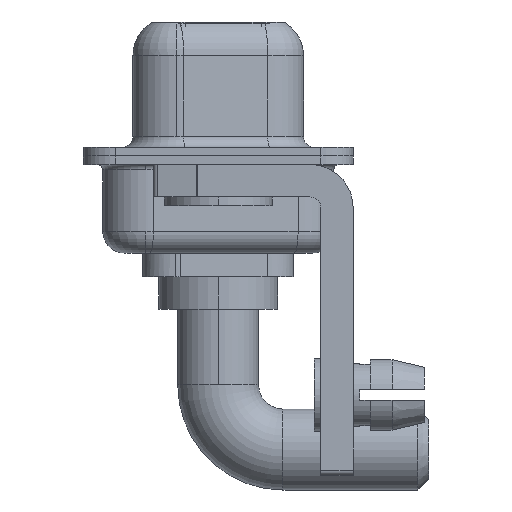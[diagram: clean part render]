
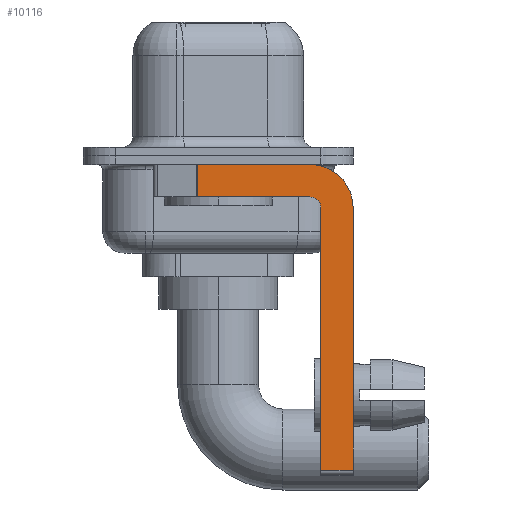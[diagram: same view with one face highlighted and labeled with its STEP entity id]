
A CAD part, left-side view. The second image highlights one B-rep face of the part: STEP entity #10116.
In plain terms, the highlighted planar face has unit normal (-1, 0, 0).
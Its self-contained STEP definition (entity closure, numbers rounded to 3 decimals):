
#121 = DIRECTION ( 'NONE',  ( 0., 0., -1. ) ) ;
#795 = CARTESIAN_POINT ( 'NONE',  ( -2.9, 3., -0.4 ) ) ;
#973 = DIRECTION ( 'NONE',  ( 0., 0., -1. ) ) ;
#1197 = FACE_OUTER_BOUND ( 'NONE', #14619, .T. ) ;
#1272 = DIRECTION ( 'NONE',  ( 1., 0., 0. ) ) ;
#1728 = ORIENTED_EDGE ( 'NONE', *, *, #13711, .F. ) ;
#2232 = VERTEX_POINT ( 'NONE', #4388 ) ;
#2293 = DIRECTION ( 'NONE',  ( 0., 0., 1. ) ) ;
#2994 = CARTESIAN_POINT ( 'NONE',  ( -2.9, -4.25, -2.4 ) ) ;
#3208 = ORIENTED_EDGE ( 'NONE', *, *, #10392, .F. ) ;
#3332 = CIRCLE ( 'NONE', #11870, 0.5 ) ;
#3585 = CIRCLE ( 'NONE', #8955, 2. ) ;
#3616 = VECTOR ( 'NONE', #10875, 1000. ) ;
#3860 = VECTOR ( 'NONE', #12928, 1000. ) ;
#3967 = VERTEX_POINT ( 'NONE', #4394 ) ;
#3976 = EDGE_CURVE ( 'NONE', #6364, #2232, #6396, .T. ) ;
#4388 = CARTESIAN_POINT ( 'NONE',  ( -2.9, -4.25, -0.4 ) ) ;
#4394 = CARTESIAN_POINT ( 'NONE',  ( -2.9, -6.25, -14.55 ) ) ;
#4536 = EDGE_CURVE ( 'NONE', #6364, #12633, #13377, .T. ) ;
#4705 = CARTESIAN_POINT ( 'NONE',  ( -2.9, -4.75, -14.55 ) ) ;
#4920 = CARTESIAN_POINT ( 'NONE',  ( -2.9, -4.25, -1.9 ) ) ;
#5296 = CARTESIAN_POINT ( 'NONE',  ( -2.9, 0.978, -1.9 ) ) ;
#5545 = DIRECTION ( 'NONE',  ( 0., 0., -1. ) ) ;
#5601 = CARTESIAN_POINT ( 'NONE',  ( -2.9, -4.75, -14.8 ) ) ;
#5689 = ORIENTED_EDGE ( 'NONE', *, *, #3976, .F. ) ;
#5791 = DIRECTION ( 'NONE',  ( 0., 0., 1. ) ) ;
#5808 = CARTESIAN_POINT ( 'NONE',  ( -2.9, -4.25, -2.4 ) ) ;
#5967 = VECTOR ( 'NONE', #14705, 1000. ) ;
#6011 = VERTEX_POINT ( 'NONE', #11643 ) ;
#6364 = VERTEX_POINT ( 'NONE', #13590 ) ;
#6396 = LINE ( 'NONE', #795, #5967 ) ;
#6946 = PLANE ( 'NONE',  #7239 ) ;
#6965 = VECTOR ( 'NONE', #14685, 1000. ) ;
#7138 = LINE ( 'NONE', #4920, #3616 ) ;
#7206 = CARTESIAN_POINT ( 'NONE',  ( -2.9, -4.75, -2.4 ) ) ;
#7228 = ORIENTED_EDGE ( 'NONE', *, *, #4536, .T. ) ;
#7239 = AXIS2_PLACEMENT_3D ( 'NONE', #5808, #1272, #973 ) ;
#7988 = DIRECTION ( 'NONE',  ( -1., 0., 0. ) ) ;
#8079 = CARTESIAN_POINT ( 'NONE',  ( -2.9, -6.25, -2.4 ) ) ;
#8215 = CARTESIAN_POINT ( 'NONE',  ( -2.9, -4.25, -2.4 ) ) ;
#8241 = CARTESIAN_POINT ( 'NONE',  ( -2.9, 0.978, -1.9 ) ) ;
#8249 = ORIENTED_EDGE ( 'NONE', *, *, #13714, .T. ) ;
#8955 = AXIS2_PLACEMENT_3D ( 'NONE', #2994, #12406, #5545 ) ;
#9365 = ORIENTED_EDGE ( 'NONE', *, *, #14551, .F. ) ;
#9695 = EDGE_CURVE ( 'NONE', #10505, #13860, #12768, .T. ) ;
#10116 = ADVANCED_FACE ( 'NONE', ( #1197 ), #6946, .F. ) ;
#10392 = EDGE_CURVE ( 'NONE', #2232, #13962, #3585, .T. ) ;
#10420 = VECTOR ( 'NONE', #2293, 1000. ) ;
#10505 = VERTEX_POINT ( 'NONE', #4705 ) ;
#10534 = EDGE_CURVE ( 'NONE', #13860, #6011, #3332, .T. ) ;
#10779 = ORIENTED_EDGE ( 'NONE', *, *, #10534, .F. ) ;
#10875 = DIRECTION ( 'NONE',  ( 0., 1., 0. ) ) ;
#11200 = VECTOR ( 'NONE', #121, 1000. ) ;
#11643 = CARTESIAN_POINT ( 'NONE',  ( -2.9, -4.25, -1.9 ) ) ;
#11870 = AXIS2_PLACEMENT_3D ( 'NONE', #8215, #7988, #5791 ) ;
#12406 = DIRECTION ( 'NONE',  ( 1., 0., 0. ) ) ;
#12633 = VERTEX_POINT ( 'NONE', #8241 ) ;
#12768 = LINE ( 'NONE', #5601, #10420 ) ;
#12928 = DIRECTION ( 'NONE',  ( 0., -1., 0. ) ) ;
#12998 = CARTESIAN_POINT ( 'NONE',  ( -2.9, -4.25, -14.55 ) ) ;
#13377 = LINE ( 'NONE', #5296, #6965 ) ;
#13590 = CARTESIAN_POINT ( 'NONE',  ( -2.9, 0.978, -0.4 ) ) ;
#13711 = EDGE_CURVE ( 'NONE', #6011, #12633, #7138, .T. ) ;
#13714 = EDGE_CURVE ( 'NONE', #10505, #3967, #14076, .T. ) ;
#13860 = VERTEX_POINT ( 'NONE', #7206 ) ;
#13877 = LINE ( 'NONE', #8079, #11200 ) ;
#13962 = VERTEX_POINT ( 'NONE', #14671 ) ;
#14076 = LINE ( 'NONE', #12998, #3860 ) ;
#14551 = EDGE_CURVE ( 'NONE', #13962, #3967, #13877, .T. ) ;
#14619 = EDGE_LOOP ( 'NONE', ( #5689, #7228, #1728, #10779, #14985, #8249, #9365, #3208 ) ) ;
#14671 = CARTESIAN_POINT ( 'NONE',  ( -2.9, -6.25, -2.4 ) ) ;
#14685 = DIRECTION ( 'NONE',  ( 0., 0., -1. ) ) ;
#14705 = DIRECTION ( 'NONE',  ( 0., -1., 0. ) ) ;
#14985 = ORIENTED_EDGE ( 'NONE', *, *, #9695, .F. ) ;
